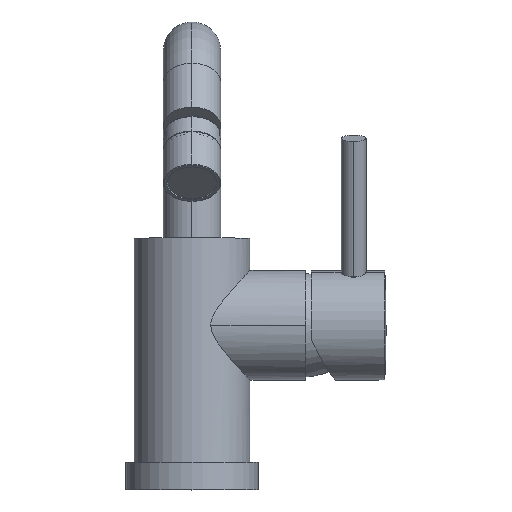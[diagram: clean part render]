
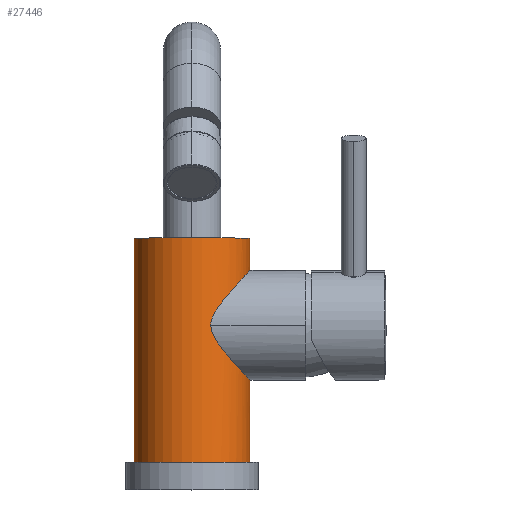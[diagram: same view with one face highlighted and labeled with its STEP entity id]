
A CAD part, top view. The second image highlights one B-rep face of the part: STEP entity #27446.
In plain terms, the highlighted cylindrical face has radius 23.25 mm (diameter 46.5 mm), a partial arc.
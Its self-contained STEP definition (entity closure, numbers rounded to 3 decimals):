
#6921=DIRECTION('',(0.,1.,0.));
#6922=VECTOR('',#6921,35.5);
#6923=CARTESIAN_POINT('',(23.25,0.,0.));
#6924=LINE('',#6923,#6922);
#6958=CARTESIAN_POINT('',(23.25,35.5,0.));
#6964=CARTESIAN_POINT('',(23.25,74.5,0.));
#6999=DIRECTION('',(0.,1.,0.));
#7000=VECTOR('',#6999,15.5);
#7001=CARTESIAN_POINT('',(23.25,74.5,0.));
#7002=LINE('',#7001,#7000);
#7200=CARTESIAN_POINT('',(0.,0.,0.));
#7201=DIRECTION('',(0.,1.,0.));
#7202=DIRECTION('',(-1.,0.,0.));
#7203=AXIS2_PLACEMENT_3D('',#7200,#7201,#7202);
#7205=DIRECTION('',(0.,1.,0.));
#7206=VECTOR('',#7205,90.);
#7207=CARTESIAN_POINT('',(-23.25,0.,0.));
#7208=LINE('',#7207,#7206);
#7209=CARTESIAN_POINT('',(13.25,58.905,19.105));
#7210=CARTESIAN_POINT('',(13.315,59.127,19.06));
#7211=CARTESIAN_POINT('',(13.46,59.582,18.958));
#7212=CARTESIAN_POINT('',(13.72,60.298,18.772));
#7213=CARTESIAN_POINT('',(14.024,61.042,18.546));
#7214=CARTESIAN_POINT('',(14.373,61.815,18.277));
#7215=CARTESIAN_POINT('',(14.769,62.614,17.959));
#7216=CARTESIAN_POINT('',(15.21,63.437,17.588));
#7217=CARTESIAN_POINT('',(15.69,64.275,17.162));
#7218=CARTESIAN_POINT('',(16.201,65.114,16.682));
#7219=CARTESIAN_POINT('',(16.732,65.945,16.149));
#7220=CARTESIAN_POINT('',(17.272,66.753,15.571));
#7221=CARTESIAN_POINT('',(17.811,67.53,14.952));
#7222=CARTESIAN_POINT('',(18.338,68.269,14.301));
#7223=CARTESIAN_POINT('',(18.849,68.965,13.621));
#7224=CARTESIAN_POINT('',(19.336,69.616,12.92));
#7225=CARTESIAN_POINT('',(19.798,70.221,12.201));
#7226=CARTESIAN_POINT('',(20.231,70.78,11.468));
#7227=CARTESIAN_POINT('',(20.635,71.294,10.724));
#7228=CARTESIAN_POINT('',(21.008,71.765,9.972));
#7229=CARTESIAN_POINT('',(21.351,72.193,9.215));
#7230=CARTESIAN_POINT('',(21.665,72.58,8.452));
#7231=CARTESIAN_POINT('',(21.948,72.928,7.686));
#7232=CARTESIAN_POINT('',(22.201,73.237,6.919));
#7233=CARTESIAN_POINT('',(22.427,73.511,6.15));
#7234=CARTESIAN_POINT('',(22.624,73.749,5.38));
#7235=CARTESIAN_POINT('',(22.793,73.952,4.612));
#7236=CARTESIAN_POINT('',(22.935,74.123,3.842));
#7237=CARTESIAN_POINT('',(23.05,74.262,3.072));
#7238=CARTESIAN_POINT('',(23.14,74.369,2.304));
#7239=CARTESIAN_POINT('',(23.203,74.445,1.536));
#7240=CARTESIAN_POINT('',(23.242,74.49,0.767));
#7241=CARTESIAN_POINT('',(23.25,74.5,0.256));
#7242=CARTESIAN_POINT('',(23.25,74.5,0.));
#7244=DIRECTION('',(0.,1.,0.));
#7245=VECTOR('',#7244,7.81);
#7246=CARTESIAN_POINT('',(13.25,51.095,19.105));
#7247=LINE('',#7246,#7245);
#7248=CARTESIAN_POINT('',(23.25,35.5,0.));
#7249=CARTESIAN_POINT('',(23.25,35.5,0.256));
#7250=CARTESIAN_POINT('',(23.242,35.51,0.768));
#7251=CARTESIAN_POINT('',(23.203,35.556,1.538));
#7252=CARTESIAN_POINT('',(23.14,35.632,2.307));
#7253=CARTESIAN_POINT('',(23.05,35.739,3.076));
#7254=CARTESIAN_POINT('',(22.934,35.878,3.847));
#7255=CARTESIAN_POINT('',(22.791,36.049,4.617));
#7256=CARTESIAN_POINT('',(22.622,36.253,5.387));
#7257=CARTESIAN_POINT('',(22.425,36.492,6.157));
#7258=CARTESIAN_POINT('',(22.199,36.766,6.928));
#7259=CARTESIAN_POINT('',(21.945,37.076,7.695));
#7260=CARTESIAN_POINT('',(21.661,37.425,8.462));
#7261=CARTESIAN_POINT('',(21.347,37.813,9.226));
#7262=CARTESIAN_POINT('',(21.003,38.242,9.984));
#7263=CARTESIAN_POINT('',(20.628,38.714,10.737));
#7264=CARTESIAN_POINT('',(20.223,39.23,11.481));
#7265=CARTESIAN_POINT('',(19.789,39.79,12.214));
#7266=CARTESIAN_POINT('',(19.327,40.396,12.933));
#7267=CARTESIAN_POINT('',(18.839,41.048,13.634));
#7268=CARTESIAN_POINT('',(18.329,41.743,14.312));
#7269=CARTESIAN_POINT('',(17.803,42.481,14.962));
#7270=CARTESIAN_POINT('',(17.265,43.258,15.579));
#7271=CARTESIAN_POINT('',(16.726,44.064,16.155));
#7272=CARTESIAN_POINT('',(16.197,44.891,16.685));
#7273=CARTESIAN_POINT('',(15.688,45.73,17.164));
#7274=CARTESIAN_POINT('',(15.208,46.565,17.589));
#7275=CARTESIAN_POINT('',(14.77,47.384,17.959));
#7276=CARTESIAN_POINT('',(14.374,48.183,18.276));
#7277=CARTESIAN_POINT('',(14.024,48.957,18.546));
#7278=CARTESIAN_POINT('',(13.719,49.704,18.772));
#7279=CARTESIAN_POINT('',(13.459,50.42,18.959));
#7280=CARTESIAN_POINT('',(13.315,50.874,19.06));
#7281=CARTESIAN_POINT('',(13.25,51.095,19.105));
#8340=CARTESIAN_POINT('',(0.,90.,0.));
#8341=DIRECTION('',(0.,1.,0.));
#8342=DIRECTION('',(-1.,0.,0.));
#8343=AXIS2_PLACEMENT_3D('',#8340,#8341,#8342);
#15966=CARTESIAN_POINT('',(23.25,90.,0.));
#15967=CARTESIAN_POINT('',(-23.25,90.,0.));
#15968=VERTEX_POINT('',#15966);
#15969=VERTEX_POINT('',#15967);
#15974=VERTEX_POINT('',#6964);
#15975=VERTEX_POINT('',#6958);
#15976=CARTESIAN_POINT('',(13.25,51.095,19.105));
#15977=CARTESIAN_POINT('',(13.25,58.905,19.105));
#15978=VERTEX_POINT('',#15976);
#15979=VERTEX_POINT('',#15977);
#19168=CARTESIAN_POINT('',(23.25,0.,0.));
#19169=CARTESIAN_POINT('',(-23.25,0.,0.));
#19170=VERTEX_POINT('',#19168);
#19171=VERTEX_POINT('',#19169);
#27427=CARTESIAN_POINT('',(0.,0.,0.));
#27428=DIRECTION('',(0.,1.,0.));
#27429=DIRECTION('',(1.,0.,0.));
#27430=AXIS2_PLACEMENT_3D('',#27427,#27428,#27429);
#27431=CYLINDRICAL_SURFACE('',#27430,23.25);
#27433=ORIENTED_EDGE('',*,*,#27432,.F.);
#27434=ORIENTED_EDGE('',*,*,#27397,.T.);
#27436=ORIENTED_EDGE('',*,*,#27435,.T.);
#27437=ORIENTED_EDGE('',*,*,#27393,.F.);
#27439=ORIENTED_EDGE('',*,*,#27438,.F.);
#27440=ORIENTED_EDGE('',*,*,#27350,.F.);
#27442=ORIENTED_EDGE('',*,*,#27441,.F.);
#27443=ORIENTED_EDGE('',*,*,#27386,.F.);
#27444=EDGE_LOOP('',(#27433,#27434,#27436,#27437,#27439,#27440,#27442,#27443));
#27445=FACE_OUTER_BOUND('',#27444,.F.);
#27446=ADVANCED_FACE('',(#27445),#27431,.T.);
#7204=CIRCLE('',#7203,23.25);
#7243=B_SPLINE_CURVE_WITH_KNOTS('',3,(#7209,#7210,#7211,#7212,#7213,#7214,#7215,
#7216,#7217,#7218,#7219,#7220,#7221,#7222,#7223,#7224,#7225,#7226,#7227,#7228,
#7229,#7230,#7231,#7232,#7233,#7234,#7235,#7236,#7237,#7238,#7239,#7240,#7241,
#7242),.UNSPECIFIED.,.F.,.F.,(4,1,1,1,1,1,1,1,1,1,1,1,1,1,1,1,1,1,1,1,1,1,1,1,1,
1,1,1,1,1,1,4),(0.,0.032,0.065,0.097,
0.129,0.161,0.194,0.226,
0.258,0.29,0.323,0.355,
0.387,0.419,0.452,0.484,
0.516,0.548,0.581,0.613,
0.645,0.677,0.71,0.742,
0.774,0.806,0.839,0.871,
0.903,0.935,0.968,1.),.UNSPECIFIED.);
#7282=B_SPLINE_CURVE_WITH_KNOTS('',3,(#7248,#7249,#7250,#7251,#7252,#7253,#7254,
#7255,#7256,#7257,#7258,#7259,#7260,#7261,#7262,#7263,#7264,#7265,#7266,#7267,
#7268,#7269,#7270,#7271,#7272,#7273,#7274,#7275,#7276,#7277,#7278,#7279,#7280,
#7281),.UNSPECIFIED.,.F.,.F.,(4,1,1,1,1,1,1,1,1,1,1,1,1,1,1,1,1,1,1,1,1,1,1,1,1,
1,1,1,1,1,1,4),(0.,0.032,0.065,0.097,
0.129,0.161,0.194,0.226,
0.258,0.29,0.323,0.355,
0.387,0.419,0.452,0.484,
0.516,0.548,0.581,0.613,
0.645,0.677,0.71,0.742,
0.774,0.806,0.839,0.871,
0.903,0.935,0.968,1.),.UNSPECIFIED.);
#8344=CIRCLE('',#8343,23.25);
#27350=EDGE_CURVE('',#15978,#15979,#7247,.T.);
#27386=EDGE_CURVE('',#19170,#15975,#6924,.T.);
#27393=EDGE_CURVE('',#15974,#15968,#7002,.T.);
#27397=EDGE_CURVE('',#19171,#15969,#7208,.T.);
#27432=EDGE_CURVE('',#19171,#19170,#7204,.T.);
#27435=EDGE_CURVE('',#15969,#15968,#8344,.T.);
#27438=EDGE_CURVE('',#15979,#15974,#7243,.T.);
#27441=EDGE_CURVE('',#15975,#15978,#7282,.T.);
